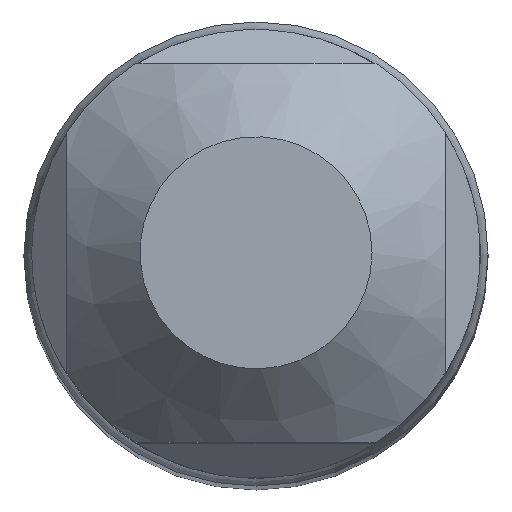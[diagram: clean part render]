
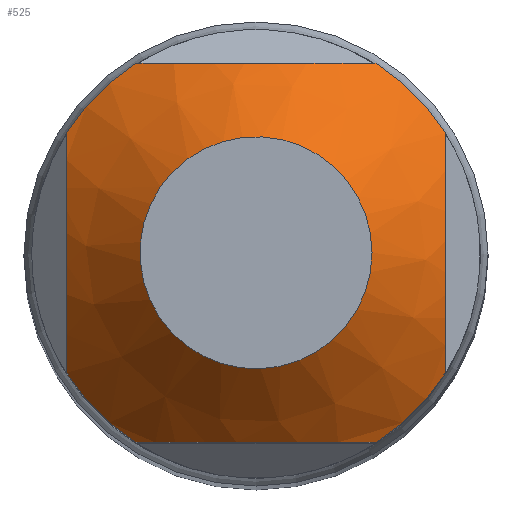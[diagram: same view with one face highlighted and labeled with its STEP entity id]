
A CAD part, top view. The second image highlights one B-rep face of the part: STEP entity #525.
In plain terms, the highlighted conical face has half-angle 45 degrees and reference radius 1000 mm.
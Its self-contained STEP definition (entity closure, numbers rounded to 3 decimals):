
#278=FACE_BOUND('',#1112,.T.);
#279=FACE_BOUND('',#1113,.T.);
#382=CONICAL_SURFACE('',#5243,1000.,45.);
#525=ADVANCED_FACE('NONE',(#278,#279),#382,.T.);
#1112=EDGE_LOOP('',(#1507));
#1113=EDGE_LOOP('',(#1508,#1509,#1510,#1511,#1512,#1513,#1514,#1515));
#1400=CIRCLE('',#5237,1.5);
#1401=CIRCLE('',#5239,2.9);
#1402=CIRCLE('',#5240,2.9);
#1403=CIRCLE('',#5241,2.9);
#1404=CIRCLE('',#5242,2.9);
#1507=ORIENTED_EDGE('',*,*,#3698,.T.);
#1508=ORIENTED_EDGE('',*,*,#3699,.T.);
#1509=ORIENTED_EDGE('',*,*,#3700,.F.);
#1510=ORIENTED_EDGE('',*,*,#3701,.T.);
#1511=ORIENTED_EDGE('',*,*,#3702,.F.);
#1512=ORIENTED_EDGE('',*,*,#3703,.T.);
#1513=ORIENTED_EDGE('',*,*,#3704,.F.);
#1514=ORIENTED_EDGE('',*,*,#3705,.T.);
#1515=ORIENTED_EDGE('',*,*,#3706,.F.);
#3132=VERTEX_POINT('',#6933);
#3133=VERTEX_POINT('',#6936);
#3134=VERTEX_POINT('',#6937);
#3135=VERTEX_POINT('',#6951);
#3136=VERTEX_POINT('',#6953);
#3137=VERTEX_POINT('',#6964);
#3138=VERTEX_POINT('',#6966);
#3139=VERTEX_POINT('',#6980);
#3140=VERTEX_POINT('',#6982);
#3698=EDGE_CURVE('NONE',#3132,#3132,#1400,.T.);
#3699=EDGE_CURVE('NONE',#3133,#3134,#1401,.T.);
#3700=EDGE_CURVE('NONE',#3135,#3134,#4561,.T.);
#3701=EDGE_CURVE('NONE',#3135,#3136,#1402,.T.);
#3702=EDGE_CURVE('NONE',#3137,#3136,#4562,.T.);
#3703=EDGE_CURVE('NONE',#3137,#3138,#1403,.T.);
#3704=EDGE_CURVE('NONE',#3139,#3138,#4563,.T.);
#3705=EDGE_CURVE('NONE',#3139,#3140,#1404,.T.);
#3706=EDGE_CURVE('NONE',#3133,#3140,#4564,.T.);
#4561=B_SPLINE_CURVE_WITH_KNOTS('',3,(#6938,#6939,#6940,#6941,#6942,#6943,
#6944,#6945,#6946,#6947,#6948,#6949,#6950),.UNSPECIFIED.,.F.,.F.,(4,3,3,
3,4),(0.,0.361,0.5,0.775,1.),
 .UNSPECIFIED.);
#4562=B_SPLINE_CURVE_WITH_KNOTS('',3,(#6954,#6955,#6956,#6957,#6958,#6959,
#6960,#6961,#6962,#6963),.UNSPECIFIED.,.F.,.F.,(4,3,3,4),(0.,0.36,
0.63,1.),.UNSPECIFIED.);
#4563=B_SPLINE_CURVE_WITH_KNOTS('',3,(#6967,#6968,#6969,#6970,#6971,#6972,
#6973,#6974,#6975,#6976,#6977,#6978,#6979),.UNSPECIFIED.,.F.,.F.,(4,3,3,
3,4),(0.,0.361,0.5,0.775,1.),
 .UNSPECIFIED.);
#4564=B_SPLINE_CURVE_WITH_KNOTS('',3,(#6983,#6984,#6985,#6986,#6987,#6988,
#6989,#6990,#6991,#6992),.UNSPECIFIED.,.F.,.F.,(4,3,3,4),(0.,0.36,
0.63,1.),.UNSPECIFIED.);
#5237=AXIS2_PLACEMENT_3D('',#6932,#5635,#5636);
#5239=AXIS2_PLACEMENT_3D('',#6935,#5639,#5640);
#5240=AXIS2_PLACEMENT_3D('',#6952,#5641,#5642);
#5241=AXIS2_PLACEMENT_3D('',#6965,#5643,#5644);
#5242=AXIS2_PLACEMENT_3D('',#6981,#5645,#5646);
#5243=AXIS2_PLACEMENT_3D('',#6993,#5647,#5648);
#5635=DIRECTION('',(0.,0.,-1.));
#5636=DIRECTION('',(1.,0.,0.));
#5639=DIRECTION('',(0.,0.,1.));
#5640=DIRECTION('',(0.,1.,0.));
#5641=DIRECTION('',(0.,0.,1.));
#5642=DIRECTION('',(0.,1.,0.));
#5643=DIRECTION('',(0.,0.,1.));
#5644=DIRECTION('',(0.,1.,0.));
#5645=DIRECTION('',(0.,0.,1.));
#5646=DIRECTION('',(0.,1.,0.));
#5647=DIRECTION('',(0.,0.,-1.));
#5648=DIRECTION('',(0.,1.,0.));
#6932=CARTESIAN_POINT('',(0.,0.,0.));
#6933=CARTESIAN_POINT('',(1.5,0.,0.));
#6935=CARTESIAN_POINT('',(0.,0.,-1.4));
#6936=CARTESIAN_POINT('',(-2.45,-1.552,-1.4));
#6937=CARTESIAN_POINT('',(-1.552,-2.45,-1.4));
#6938=CARTESIAN_POINT('',(1.552,-2.45,-1.4));
#6939=CARTESIAN_POINT('',(1.208,-2.45,-1.216));
#6940=CARTESIAN_POINT('',(0.838,-2.45,-1.062));
#6941=CARTESIAN_POINT('',(0.454,-2.45,-0.992));
#6942=CARTESIAN_POINT('',(0.305,-2.45,-0.964));
#6943=CARTESIAN_POINT('',(0.152,-2.45,-0.95));
#6944=CARTESIAN_POINT('',(0.,-2.45,-0.95));
#6945=CARTESIAN_POINT('',(-0.297,-2.45,-0.95));
#6946=CARTESIAN_POINT('',(-0.596,-2.45,-1.008));
#6947=CARTESIAN_POINT('',(-0.878,-2.45,-1.102));
#6948=CARTESIAN_POINT('',(-1.11,-2.45,-1.181));
#6949=CARTESIAN_POINT('',(-1.335,-2.45,-1.284));
#6950=CARTESIAN_POINT('',(-1.552,-2.45,-1.4));
#6951=CARTESIAN_POINT('',(1.552,-2.45,-1.4));
#6952=CARTESIAN_POINT('',(0.,0.,-1.4));
#6953=CARTESIAN_POINT('',(2.45,-1.552,-1.4));
#6954=CARTESIAN_POINT('',(2.45,1.552,-1.4));
#6955=CARTESIAN_POINT('',(2.45,1.208,-1.216));
#6956=CARTESIAN_POINT('',(2.45,0.838,-1.062));
#6957=CARTESIAN_POINT('',(2.45,0.454,-0.992));
#6958=CARTESIAN_POINT('',(2.45,0.167,-0.939));
#6959=CARTESIAN_POINT('',(2.45,-0.134,-0.937));
#6960=CARTESIAN_POINT('',(2.45,-0.422,-0.986));
#6961=CARTESIAN_POINT('',(2.45,-0.818,-1.053));
#6962=CARTESIAN_POINT('',(2.45,-1.198,-1.211));
#6963=CARTESIAN_POINT('',(2.45,-1.552,-1.4));
#6964=CARTESIAN_POINT('',(2.45,1.552,-1.4));
#6965=CARTESIAN_POINT('',(0.,0.,-1.4));
#6966=CARTESIAN_POINT('',(1.552,2.45,-1.4));
#6967=CARTESIAN_POINT('',(-1.552,2.45,-1.4));
#6968=CARTESIAN_POINT('',(-1.208,2.45,-1.216));
#6969=CARTESIAN_POINT('',(-0.838,2.45,-1.062));
#6970=CARTESIAN_POINT('',(-0.454,2.45,-0.992));
#6971=CARTESIAN_POINT('',(-0.305,2.45,-0.964));
#6972=CARTESIAN_POINT('',(-0.152,2.45,-0.95));
#6973=CARTESIAN_POINT('',(0.,2.45,-0.95));
#6974=CARTESIAN_POINT('',(0.297,2.45,-0.95));
#6975=CARTESIAN_POINT('',(0.596,2.45,-1.008));
#6976=CARTESIAN_POINT('',(0.878,2.45,-1.102));
#6977=CARTESIAN_POINT('',(1.11,2.45,-1.181));
#6978=CARTESIAN_POINT('',(1.335,2.45,-1.284));
#6979=CARTESIAN_POINT('',(1.552,2.45,-1.4));
#6980=CARTESIAN_POINT('',(-1.552,2.45,-1.4));
#6981=CARTESIAN_POINT('',(0.,0.,-1.4));
#6982=CARTESIAN_POINT('',(-2.45,1.552,-1.4));
#6983=CARTESIAN_POINT('',(-2.45,-1.552,-1.4));
#6984=CARTESIAN_POINT('',(-2.45,-1.208,-1.216));
#6985=CARTESIAN_POINT('',(-2.45,-0.838,-1.062));
#6986=CARTESIAN_POINT('',(-2.45,-0.454,-0.992));
#6987=CARTESIAN_POINT('',(-2.45,-0.167,-0.939));
#6988=CARTESIAN_POINT('',(-2.45,0.134,-0.937));
#6989=CARTESIAN_POINT('',(-2.45,0.422,-0.986));
#6990=CARTESIAN_POINT('',(-2.45,0.818,-1.053));
#6991=CARTESIAN_POINT('',(-2.45,1.198,-1.211));
#6992=CARTESIAN_POINT('',(-2.45,1.552,-1.4));
#6993=CARTESIAN_POINT('',(0.,0.,-998.5));
